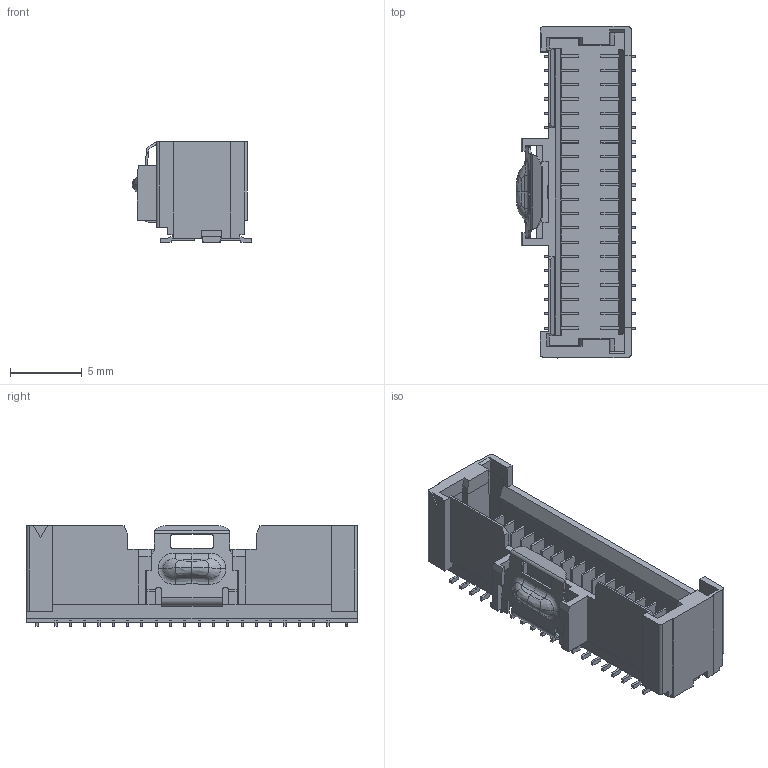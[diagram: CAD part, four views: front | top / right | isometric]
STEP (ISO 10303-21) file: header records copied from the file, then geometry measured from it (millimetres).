
FILE_DESCRIPTION(('CoCreate Modeling STEP Export'),'2;1');
FILE_NAME('DF50-40DP-1V.stp','2012-12-27T10:38:16',(''),(''),'CoCreate Modeling STEP processor for AP214 (Solid Model)','CoCreate Modeling 17.0 01-Apr-2010 (C) Parametric Technology GmbH','');
FILE_SCHEMA(('AUTOMOTIVE_DESIGN { 1 0 10303 214 1 1 1 1 }'));
Products named in the file (1): DF50-40DP-1V
Bounding box: 8.35 x 23.18 x 7.05 mm (x, y, z)
Volume: 380.2 mm3; surface area: 1263.7 mm2
Topology: 1 solids, 1 shells, 801 faces, 2416 edges, 1620 vertices
Faces by surface type: plane 704, cylinder 54, bspline 41, sphere 2
Entity records: 47228 total; most frequent: CARTESIAN_POINT 26330, ORIENTED_EDGE 4832, DIRECTION 3700, EDGE_CURVE 2416, VECTOR 2078, LINE 2078, VERTEX_POINT 1620, AXIS2_PLACEMENT_3D 811
